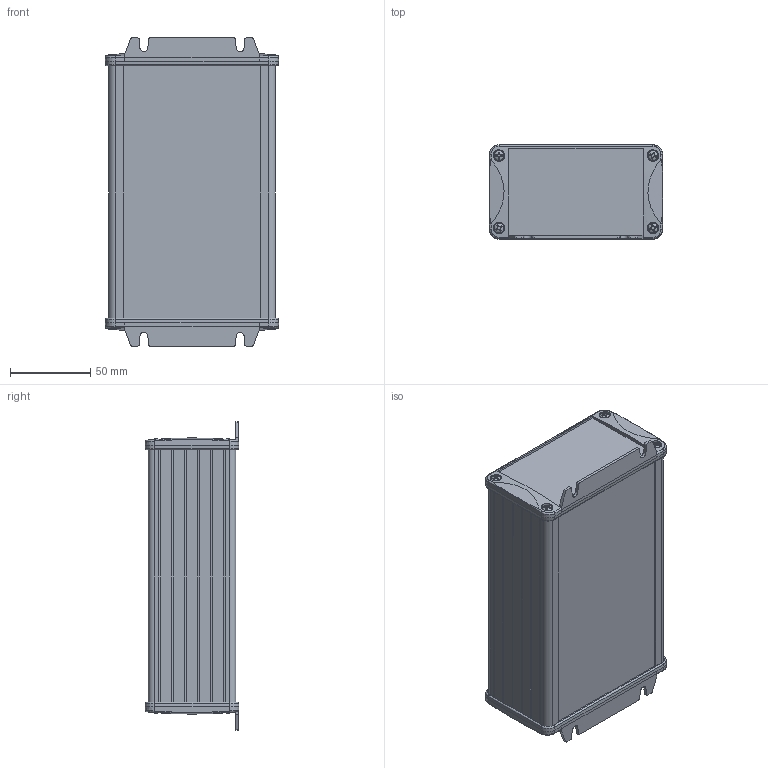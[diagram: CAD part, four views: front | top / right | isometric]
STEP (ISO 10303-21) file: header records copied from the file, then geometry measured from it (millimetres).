
FILE_DESCRIPTION(/* description */ (''),/* implementation_level */ '2;1');
FILE_NAME(/* name */ 'STEP''s\1457N1602.stp',/* time_stamp */ '2019-01-30T11:43:00-05:00',/* author */ ('tfoster'),/* organization */ (''),/* preprocessor_version */ 'ST-DEVELOPER v17',/* originating_system */ 'Autodesk Inventor 2019',/* authorisation */ '');
FILE_SCHEMA (('AUTOMOTIVE_DESIGN { 1 0 10303 214 3 1 1 }'));
Products named in the file (6): 1457N1202; 100mm Ext; 1457N1201 Gasket; 100mm End PNLFL D; 90 O-ring; 91249A148
Assembly tree (21 placements, depth 2):
  1457N1202
    100mm Ext
    1457N1201 Gasket  x2
    100mm End PNLFL D  x2
    90 O-ring  x8
    91249A148  x8
Bounding box: 108 x 58.61 x 192.15 mm (x, y, z)
Volume: 142130.5 mm3; surface area: 165642.5 mm2
Topology: 21 solids, 21 shells, 1120 faces, 4094 edges, 3042 vertices
Faces by surface type: cylinder 456, plane 452, cone 96, torus 64, bspline 44, sphere 8
Full cylindrical faces by diameter (mm): 2.474 x112, 2.5 x8, 3 x8, 3.505 x112, 3.6 x8, 5 x16, 6.35 x8
Entity records: 19490 total; most frequent: CARTESIAN_POINT 6695, ORIENTED_EDGE 2840, DIRECTION 2508, EDGE_CURVE 1420, VERTEX_POINT 984, AXIS2_PLACEMENT_3D 861, LINE 786, VECTOR 786
